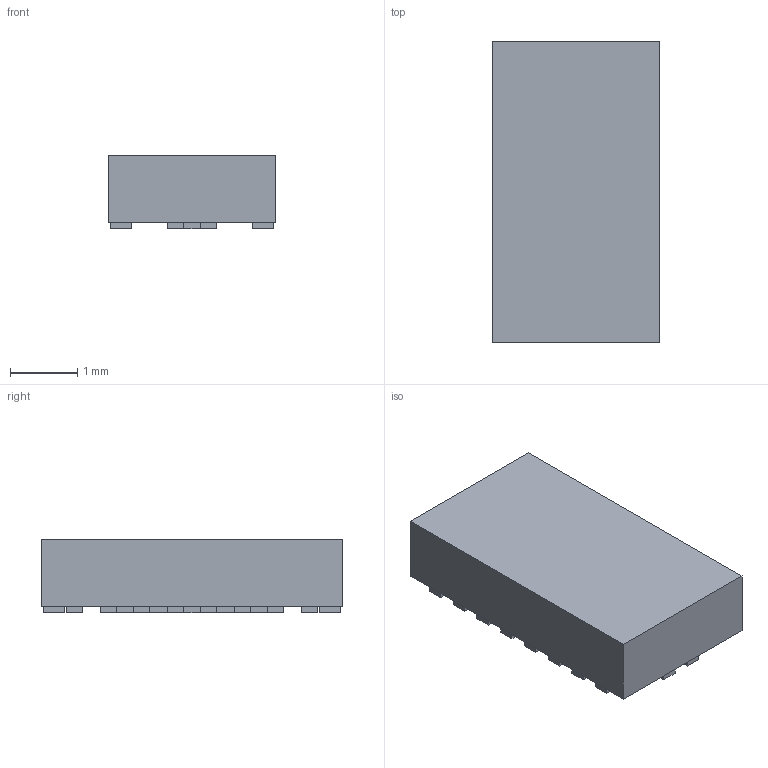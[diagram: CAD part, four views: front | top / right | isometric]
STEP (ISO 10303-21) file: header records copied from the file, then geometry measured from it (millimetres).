
FILE_DESCRIPTION(('FreeCAD Model'),'2;1');
FILE_NAME('1140080.1.3.stp','2021-06-02T17:17:15',( 'Author'),(''),'Open CASCADE STEP processor 6.9','FreeCAD','Unknown' );
FILE_SCHEMA(('AUTOMOTIVE_DESIGN { 1 0 10303 214 1 1 1 1 }'));
Length unit declared in the file: millimetre
Products named in the file (3): ASSEMBLY; Body; Pins
Assembly tree (2 placements, depth 2):
  ASSEMBLY
    Body
    Pins
Bounding box: 2.5 x 4.5 x 1.1 mm (x, y, z)
Volume: 11.6 mm3; surface area: 46.3 mm2
Topology: 22 solids, 22 shells, 132 faces, 264 edges, 176 vertices
Faces by surface type: plane 132
Entity records: 6986 total; most frequent: CARTESIAN_POINT 1103, DIRECTION 1062, LINE 792, VECTOR 792, ORIENTED_EDGE 528, PCURVE 528, DEFINITIONAL_REPRESENTATION 528, EDGE_CURVE 264
